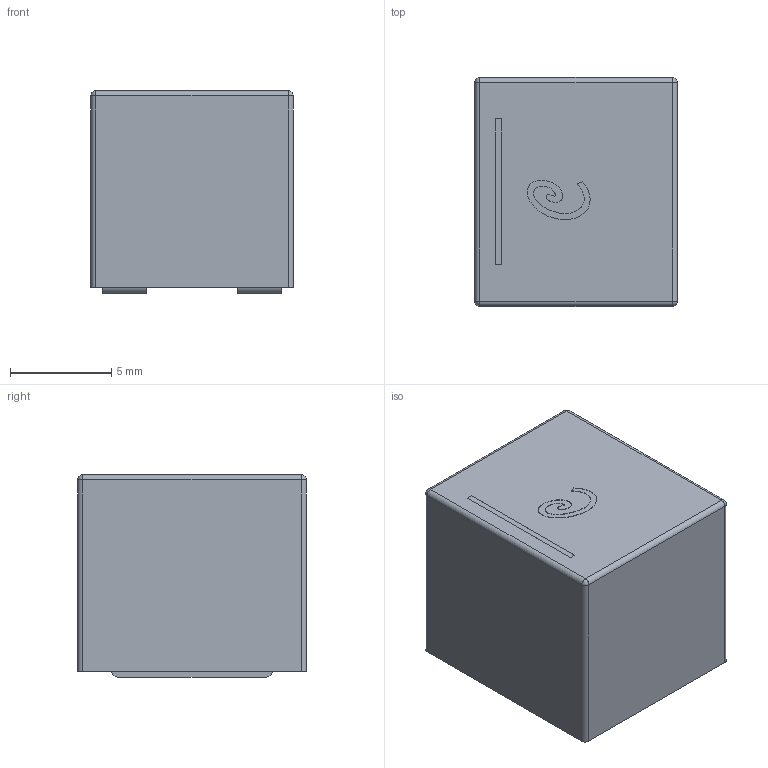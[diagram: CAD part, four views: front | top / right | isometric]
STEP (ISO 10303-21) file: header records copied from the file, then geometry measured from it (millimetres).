
FILE_DESCRIPTION(/* description */ (''),/* implementation_level */ '2;1');
FILE_NAME(/* name */ 'XAL1010.stp',/* time_stamp */ '2020-09-03T17:08:23+03:00',/* author */ ('thall'),/* organization */ (''),/* preprocessor_version */ 'ST-DEVELOPER v18.1',/* originating_system */ 'Autodesk Inventor 2021',/* authorisation */ '');
FILE_SCHEMA (('AUTOMOTIVE_DESIGN { 1 0 10303 214 3 1 1 }'));
Length unit declared in the file: millimetre
Products named in the file (5): XAL1010; Body; Pins; Mark; Logo
Assembly tree (4 placements, depth 2):
  XAL1010
    Body
    Pins
    Mark
    Logo
Bounding box: 10 x 11.3 x 10.02 mm (x, y, z)
Volume: 1105.3 mm3; surface area: 720.4 mm2
Topology: 5 solids, 5 shells, 72 faces, 174 edges, 112 vertices
Faces by surface type: bspline 31, plane 25, cylinder 12, sphere 4
Entity records: 2504 total; most frequent: CARTESIAN_POINT 740, ORIENTED_EDGE 348, DIRECTION 256, EDGE_CURVE 174, VERTEX_POINT 112, LINE 88, VECTOR 88, AXIS2_PLACEMENT_3D 84
